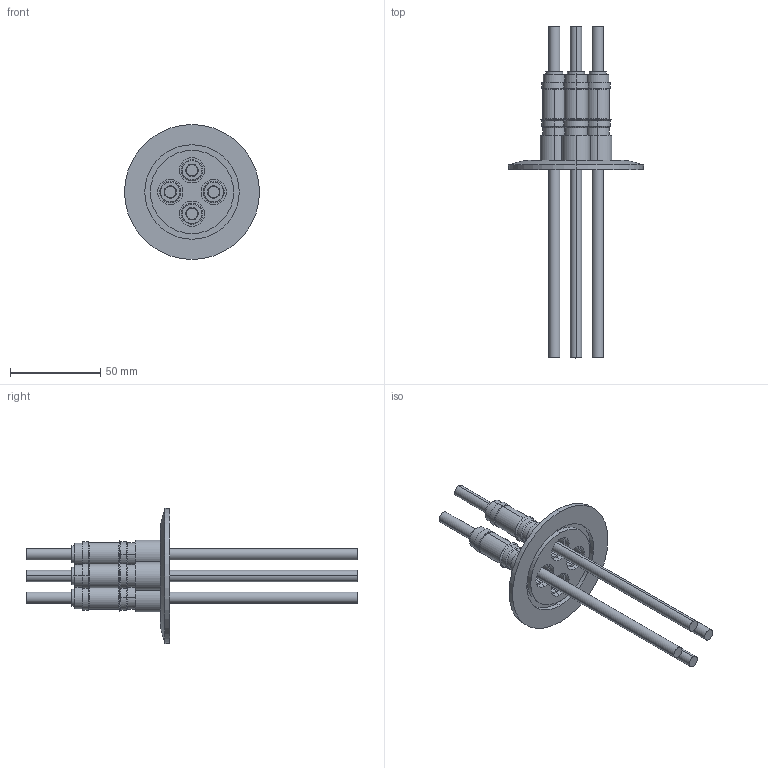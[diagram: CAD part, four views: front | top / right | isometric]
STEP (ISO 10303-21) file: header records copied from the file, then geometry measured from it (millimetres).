
FILE_DESCRIPTION (( 'STEP AP214' ), '1' );
FILE_NAME ('264-63CU12K-4-K50.STEP', '2021-09-28T12:00:26', ( '' ), ( '' ), 'SwSTEP 2.0', 'SolidWorks 2017', '' );
FILE_SCHEMA (( 'AUTOMOTIVE_DESIGN' ));
Length unit declared in the file: millimetre
Products named in the file (1): 264-63CU12K-4-K50
Bounding box: 74.93 x 184.15 x 74.93 mm (x, y, z)
Volume: 59473.9 mm3; surface area: 42180.2 mm2
Topology: 1 solids, 1 shells, 229 faces, 477 edges, 308 vertices
Faces by surface type: cylinder 134, plane 60, cone 27, bspline 8
Entity records: 6833 total; most frequent: DIRECTION 1237, CARTESIAN_POINT 1135, ORIENTED_EDGE 954, AXIS2_PLACEMENT_3D 538, EDGE_CURVE 477, CIRCLE 316, VERTEX_POINT 308, EDGE_LOOP 287
